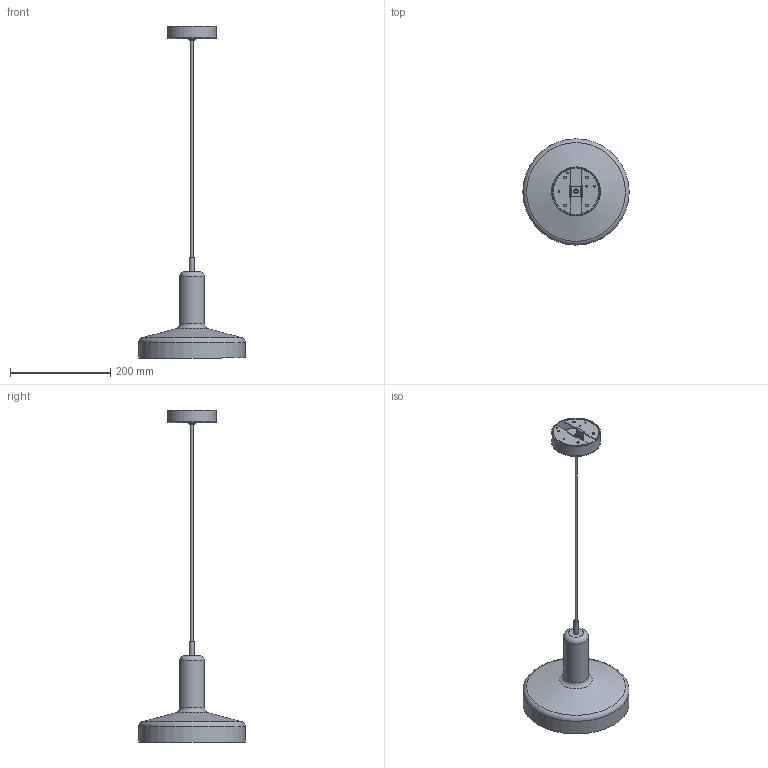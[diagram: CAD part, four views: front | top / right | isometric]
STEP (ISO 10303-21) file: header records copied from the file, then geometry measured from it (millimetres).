
FILE_DESCRIPTION(/* description */ (''),/* implementation_level */ '2;1');
FILE_NAME(/* name */ 'DAL0027O_A.stp',/* time_stamp */ '2017-05-17T14:34:39+02:00',/* author */ (''),/* organization */ (''),/* preprocessor_version */ 'ST-DEVELOPER v15',/* originating_system */ 'SIEMENS PLM Software NX 9.0',/* authorisation */ '');
FILE_SCHEMA (('AUTOMOTIVE_DESIGN { 1 0 10303 214 3 1 1 1 }'));
Length unit declared in the file: millimetre
Products named in the file (1): Gorl1CA86C0F38dr
Bounding box: 212.28 x 212.28 x 663.18 mm (x, y, z)
Volume: 372343.1 mm3; surface area: 242017.3 mm2
Topology: 7 solids, 7 shells, 133 faces, 299 edges, 187 vertices
Faces by surface type: cylinder 51, plane 45, cone 19, torus 18
Full cylindrical faces by diameter (mm): 2.5 x4, 5 x4, 6 x1, 7 x2, 8.5 x1, 10 x3, 11 x2, 11.5 x1, 12 x2, 13 x1, 30 x1, 32 x1, 42 x1, 50 x1, 57 x1, 59 x1, 95.2 x1, 98 x1, 204.276 x1, 212.276 x1
Entity records: 3382 total; most frequent: DIRECTION 622, CARTESIAN_POINT 528, ORIENTED_EDGE 438, AXIS2_PLACEMENT_3D 269, EDGE_LOOP 236, EDGE_CURVE 219, FACE_BOUND 194, VERTEX_POINT 175
